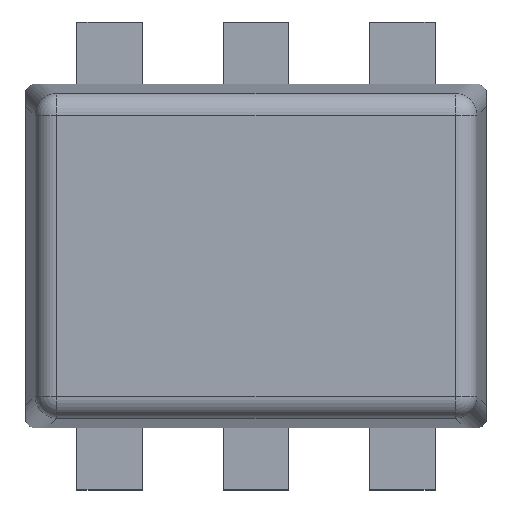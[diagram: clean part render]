
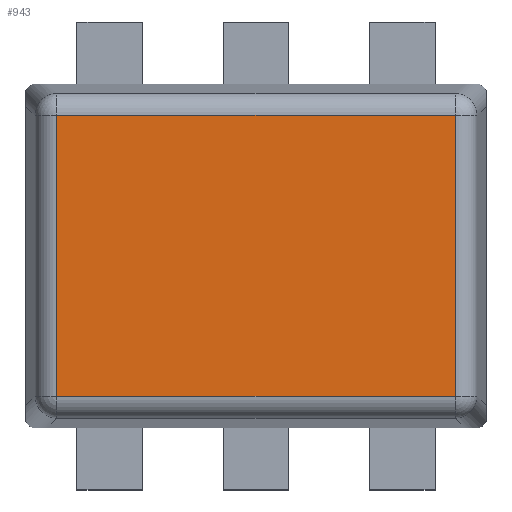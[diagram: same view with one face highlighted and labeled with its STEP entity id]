
A CAD part, top view. The second image highlights one B-rep face of the part: STEP entity #943.
In plain terms, the highlighted face is planar.
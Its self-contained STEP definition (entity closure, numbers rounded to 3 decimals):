
#58=FACE_OUTER_BOUND('',#111,.T.);
#111=EDGE_LOOP('',(#676,#677,#678,#679));
#232=LINE('',#1506,#335);
#233=LINE('',#1508,#336);
#234=LINE('',#1510,#337);
#235=LINE('',#1511,#338);
#335=VECTOR('',#1205,39.37);
#336=VECTOR('',#1206,39.37);
#337=VECTOR('',#1207,39.37);
#338=VECTOR('',#1208,39.37);
#431=VERTEX_POINT('',#1504);
#432=VERTEX_POINT('',#1505);
#433=VERTEX_POINT('',#1507);
#434=VERTEX_POINT('',#1509);
#528=EDGE_CURVE('',#431,#432,#232,.T.);
#529=EDGE_CURVE('',#432,#433,#233,.T.);
#530=EDGE_CURVE('',#433,#434,#234,.T.);
#531=EDGE_CURVE('',#434,#431,#235,.T.);
#676=ORIENTED_EDGE('',*,*,#528,.T.);
#677=ORIENTED_EDGE('',*,*,#529,.T.);
#678=ORIENTED_EDGE('',*,*,#530,.T.);
#679=ORIENTED_EDGE('',*,*,#531,.T.);
#849=PLANE('',#1023);
#943=ADVANCED_FACE('',(#58),#849,.T.);
#1023=AXIS2_PLACEMENT_3D('',#1503,#1203,#1204);
#1203=DIRECTION('center_axis',(0.,1.,0.));
#1204=DIRECTION('ref_axis',(0.,0.,1.));
#1205=DIRECTION('',(0.,0.,1.));
#1206=DIRECTION('',(1.,0.,0.));
#1207=DIRECTION('',(0.,0.,-1.));
#1208=DIRECTION('',(-1.,0.,0.));
#1503=CARTESIAN_POINT('Origin',(0.8,0.584,0.597));
#1504=CARTESIAN_POINT('',(-0.691,0.584,-0.488));
#1505=CARTESIAN_POINT('',(-0.691,0.584,0.488));
#1506=CARTESIAN_POINT('',(-0.691,0.584,0.558));
#1507=CARTESIAN_POINT('',(0.691,0.584,0.488));
#1508=CARTESIAN_POINT('',(0.761,0.584,0.488));
#1509=CARTESIAN_POINT('',(0.691,0.584,-0.488));
#1510=CARTESIAN_POINT('',(0.691,0.584,-0.558));
#1511=CARTESIAN_POINT('',(-0.761,0.584,-0.488));
